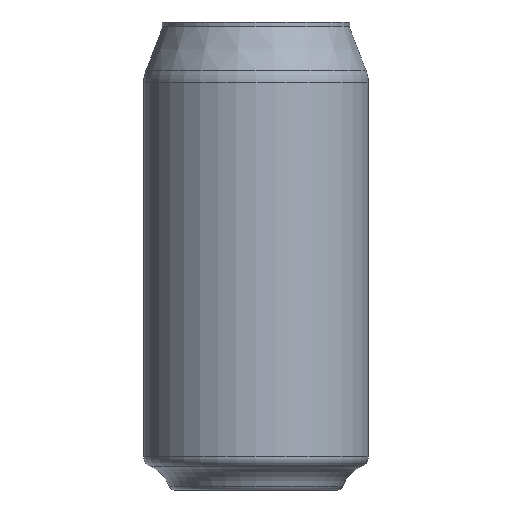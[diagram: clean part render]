
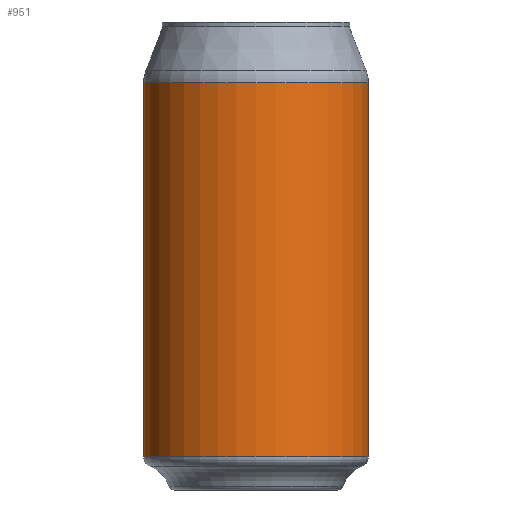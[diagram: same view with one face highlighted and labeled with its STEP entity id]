
A CAD part, front view. The second image highlights one B-rep face of the part: STEP entity #951.
In plain terms, the highlighted cylindrical face has radius 33 mm (diameter 66 mm), a full revolution.
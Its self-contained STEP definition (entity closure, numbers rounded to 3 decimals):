
#42=LINE('',#1861,#105);
#105=VECTOR('',#1212,33.);
#166=CYLINDRICAL_SURFACE('',#1044,33.);
#208=FACE_OUTER_BOUND('',#271,.T.);
#271=EDGE_LOOP('',(#673,#674,#675,#676,#677));
#341=CIRCLE('',#1039,33.);
#342=CIRCLE('',#1040,33.);
#345=CIRCLE('',#1045,33.);
#414=VERTEX_POINT('',#1848);
#415=VERTEX_POINT('',#1850);
#418=VERTEX_POINT('',#1860);
#511=EDGE_CURVE('',#414,#415,#341,.T.);
#512=EDGE_CURVE('',#415,#414,#342,.T.);
#516=EDGE_CURVE('',#415,#418,#42,.T.);
#517=EDGE_CURVE('',#418,#418,#345,.T.);
#673=ORIENTED_EDGE('',*,*,#511,.F.);
#674=ORIENTED_EDGE('',*,*,#512,.F.);
#675=ORIENTED_EDGE('',*,*,#516,.T.);
#676=ORIENTED_EDGE('',*,*,#517,.F.);
#677=ORIENTED_EDGE('',*,*,#516,.F.);
#951=ADVANCED_FACE('',(#208),#166,.T.);
#1039=AXIS2_PLACEMENT_3D('',#1851,#1199,#1200);
#1040=AXIS2_PLACEMENT_3D('',#1852,#1201,#1202);
#1044=AXIS2_PLACEMENT_3D('',#1859,#1210,#1211);
#1045=AXIS2_PLACEMENT_3D('',#1862,#1213,#1214);
#1199=DIRECTION('center_axis',(0.,0.,-1.));
#1200=DIRECTION('ref_axis',(-1.,0.,0.));
#1201=DIRECTION('center_axis',(0.,0.,-1.));
#1202=DIRECTION('ref_axis',(-1.,0.,0.));
#1210=DIRECTION('center_axis',(0.,0.,-1.));
#1211=DIRECTION('ref_axis',(1.,0.,0.));
#1212=DIRECTION('',(0.,0.,1.));
#1213=DIRECTION('center_axis',(0.,0.,1.));
#1214=DIRECTION('ref_axis',(-1.,0.,0.));
#1848=CARTESIAN_POINT('',(33.,0.,-127.783));
#1850=CARTESIAN_POINT('',(-33.,0.,-127.783));
#1851=CARTESIAN_POINT('Origin',(0.,0.,-127.783));
#1852=CARTESIAN_POINT('Origin',(0.,0.,-127.783));
#1859=CARTESIAN_POINT('Origin',(0.,0.,-16.));
#1860=CARTESIAN_POINT('',(-33.,0.,-17.87));
#1861=CARTESIAN_POINT('',(-33.,0.,-16.));
#1862=CARTESIAN_POINT('Origin',(0.,0.,-17.87));
